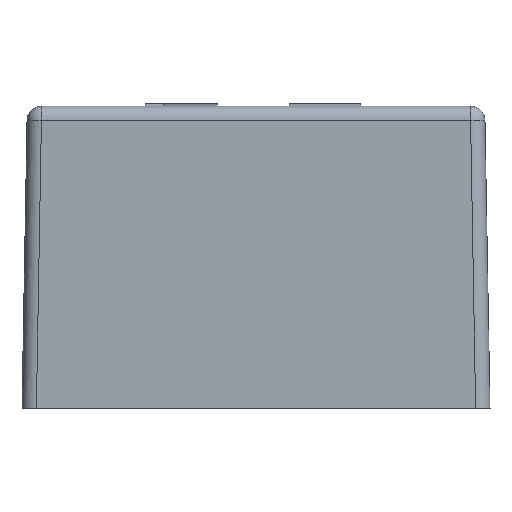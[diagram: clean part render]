
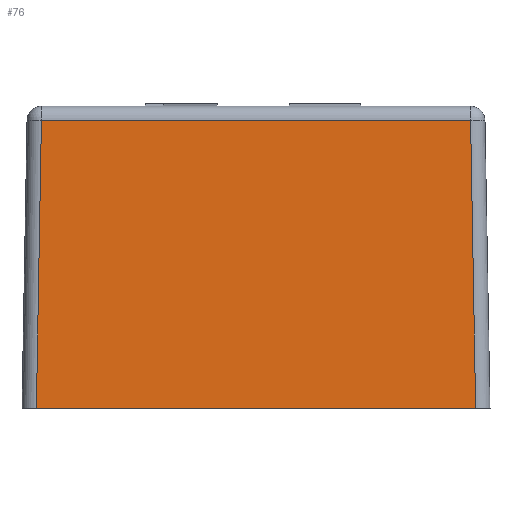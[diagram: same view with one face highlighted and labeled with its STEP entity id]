
A CAD part, left-side view. The second image highlights one B-rep face of the part: STEP entity #76.
In plain terms, the highlighted planar face has unit normal (-1, 0, 0.018).
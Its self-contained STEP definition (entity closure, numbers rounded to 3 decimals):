
#76 = ADVANCED_FACE( '', ( #163 ), #164, .T. );
#163 = FACE_OUTER_BOUND( '', #332, .T. );
#164 = PLANE( '', #333 );
#332 = EDGE_LOOP( '', ( #541, #542, #543, #544 ) );
#333 = AXIS2_PLACEMENT_3D( '', #545, #546, #547 );
#541 = ORIENTED_EDGE( '', *, *, #1193, .T. );
#542 = ORIENTED_EDGE( '', *, *, #1194, .T. );
#543 = ORIENTED_EDGE( '', *, *, #1195, .T. );
#544 = ORIENTED_EDGE( '', *, *, #1196, .T. );
#545 = CARTESIAN_POINT( '', ( -48.8, -48.8, 0. ) );
#546 = DIRECTION( '', ( -1., 0., 0.017 ) );
#547 = DIRECTION( '', ( 0.017, 0., 1. ) );
#1193 = EDGE_CURVE( '', #1408, #1409, #1410, .T. );
#1194 = EDGE_CURVE( '', #1409, #1411, #1412, .F. );
#1195 = EDGE_CURVE( '', #1411, #1413, #1414, .F. );
#1196 = EDGE_CURVE( '', #1413, #1408, #1415, .F. );
#1408 = VERTEX_POINT( '', #1786 );
#1409 = VERTEX_POINT( '', #1787 );
#1410 = LINE( '', #1788, #1789 );
#1411 = VERTEX_POINT( '', #1790 );
#1412 = LINE( '', #1791, #1792 );
#1413 = VERTEX_POINT( '', #1793 );
#1414 = LINE( '', #1794, #1795 );
#1415 = LINE( '', #1796, #1797 );
#1786 = CARTESIAN_POINT( '', ( -48.8, -45.8, 0. ) );
#1787 = CARTESIAN_POINT( '', ( -47.752, -44.752, 60.052 ) );
#1788 = CARTESIAN_POINT( '', ( -48.801, -45.801, -0.052 ) );
#1789 = VECTOR( '', #2262, 1000. );
#1790 = CARTESIAN_POINT( '', ( -47.752, 44.752, 60.052 ) );
#1791 = CARTESIAN_POINT( '', ( -47.752, 44.701, 60.052 ) );
#1792 = VECTOR( '', #2263, 1000. );
#1793 = CARTESIAN_POINT( '', ( -48.8, 45.8, 0. ) );
#1794 = CARTESIAN_POINT( '', ( -48.771, 45.772, 1.65 ) );
#1795 = VECTOR( '', #2264, 1000. );
#1796 = CARTESIAN_POINT( '', ( -48.8, -48.8, 0. ) );
#1797 = VECTOR( '', #2265, 1000. );
#2262 = DIRECTION( '', ( 0.017, 0.017, 1. ) );
#2263 = DIRECTION( '', ( 0., -1., 0. ) );
#2264 = DIRECTION( '', ( 0.017, -0.017, 1. ) );
#2265 = DIRECTION( '', ( 0., 1., 0. ) );
